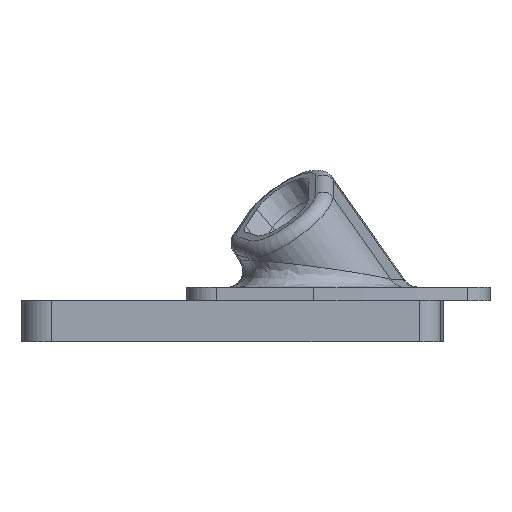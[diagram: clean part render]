
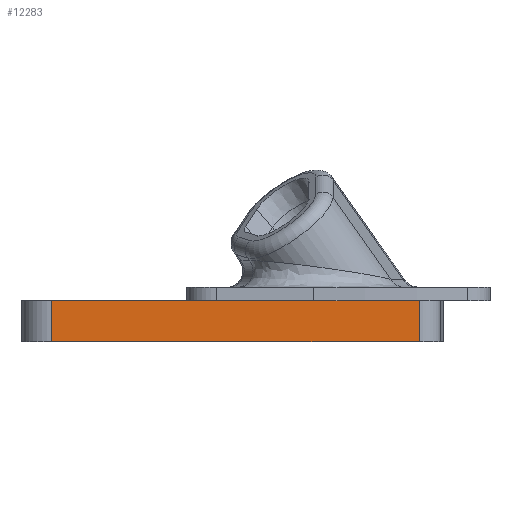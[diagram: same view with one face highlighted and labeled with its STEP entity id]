
A CAD part, left-side view. The second image highlights one B-rep face of the part: STEP entity #12283.
In plain terms, the highlighted planar face has unit normal (-1, 0, 0).
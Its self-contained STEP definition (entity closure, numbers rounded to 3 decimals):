
#5744 = PLANE('',#5745);
#5745 = AXIS2_PLACEMENT_3D('',#5746,#5747,#5748);
#5746 = CARTESIAN_POINT('',(0.,0.,-1.6));
#5747 = DIRECTION('',(0.,0.,1.));
#5748 = DIRECTION('',(1.,0.,0.));
#6207 = VERTEX_POINT('',#6208);
#6208 = CARTESIAN_POINT('',(-72.8,18.4,-1.6));
#6222 = PLANE('',#6223);
#6223 = AXIS2_PLACEMENT_3D('',#6224,#6225,#6226);
#6224 = CARTESIAN_POINT('',(0.,12.8,-1.6));
#6225 = DIRECTION('',(0.,0.,-1.));
#6226 = DIRECTION('',(-1.,0.,0.));
#9943 = EDGE_CURVE('',#6207,#9944,#9946,.T.);
#9944 = VERTEX_POINT('',#9945);
#9945 = CARTESIAN_POINT('',(-72.8,-9.8,-1.6));
#9946 = SURFACE_CURVE('',#9947,(#9951,#9958),.PCURVE_S1.);
#9947 = LINE('',#9948,#9949);
#9948 = CARTESIAN_POINT('',(-72.8,-4.9,-1.6));
#9949 = VECTOR('',#9950,1.);
#9950 = DIRECTION('',(0.,-1.,0.));
#9951 = PCURVE('',#5744,#9952);
#9952 = DEFINITIONAL_REPRESENTATION('',(#9953),#9957);
#9953 = LINE('',#9954,#9955);
#9954 = CARTESIAN_POINT('',(-72.8,-4.9));
#9955 = VECTOR('',#9956,1.);
#9956 = DIRECTION('',(0.,-1.));
#9957 = ( GEOMETRIC_REPRESENTATION_CONTEXT(2) 
PARAMETRIC_REPRESENTATION_CONTEXT() REPRESENTATION_CONTEXT('2D SPACE',''
  ) );
#9958 = PCURVE('',#9959,#9964);
#9959 = PLANE('',#9960);
#9960 = AXIS2_PLACEMENT_3D('',#9961,#9962,#9963);
#9961 = CARTESIAN_POINT('',(-72.8,-9.8,-1.6));
#9962 = DIRECTION('',(-1.,0.,0.));
#9963 = DIRECTION('',(0.,1.,0.));
#9964 = DEFINITIONAL_REPRESENTATION('',(#9965),#9969);
#9965 = LINE('',#9966,#9967);
#9966 = CARTESIAN_POINT('',(4.9,0.));
#9967 = VECTOR('',#9968,1.);
#9968 = DIRECTION('',(-1.,0.));
#9969 = ( GEOMETRIC_REPRESENTATION_CONTEXT(2) 
PARAMETRIC_REPRESENTATION_CONTEXT() REPRESENTATION_CONTEXT('2D SPACE',''
  ) );
#9988 = CYLINDRICAL_SURFACE('',#9989,2.6);
#9989 = AXIS2_PLACEMENT_3D('',#9990,#9991,#9992);
#9990 = CARTESIAN_POINT('',(-70.2,-9.8,-1.6));
#9991 = DIRECTION('',(0.,0.,-1.));
#9992 = DIRECTION('',(0.,-1.,0.));
#10294 = VERTEX_POINT('',#10295);
#10295 = CARTESIAN_POINT('',(-72.8,34.8,-1.6));
#10310 = CYLINDRICAL_SURFACE('',#10311,3.6);
#10311 = AXIS2_PLACEMENT_3D('',#10312,#10313,#10314);
#10312 = CARTESIAN_POINT('',(-69.2,34.8,-1.6));
#10313 = DIRECTION('',(0.,0.,-1.));
#10314 = DIRECTION('',(-1.,0.,0.));
#10322 = EDGE_CURVE('',#6207,#10294,#10323,.T.);
#10323 = SURFACE_CURVE('',#10324,(#10328,#10335),.PCURVE_S1.);
#10324 = LINE('',#10325,#10326);
#10325 = CARTESIAN_POINT('',(-72.8,-9.8,-1.6));
#10326 = VECTOR('',#10327,1.);
#10327 = DIRECTION('',(0.,1.,0.));
#10328 = PCURVE('',#6222,#10329);
#10329 = DEFINITIONAL_REPRESENTATION('',(#10330),#10334);
#10330 = LINE('',#10331,#10332);
#10331 = CARTESIAN_POINT('',(72.8,-22.6));
#10332 = VECTOR('',#10333,1.);
#10333 = DIRECTION('',(0.,1.));
#10334 = ( GEOMETRIC_REPRESENTATION_CONTEXT(2) 
PARAMETRIC_REPRESENTATION_CONTEXT() REPRESENTATION_CONTEXT('2D SPACE',''
  ) );
#10335 = PCURVE('',#9959,#10336);
#10336 = DEFINITIONAL_REPRESENTATION('',(#10337),#10341);
#10337 = LINE('',#10338,#10339);
#10338 = CARTESIAN_POINT('',(0.,0.));
#10339 = VECTOR('',#10340,1.);
#10340 = DIRECTION('',(1.,0.));
#10341 = ( GEOMETRIC_REPRESENTATION_CONTEXT(2) 
PARAMETRIC_REPRESENTATION_CONTEXT() REPRESENTATION_CONTEXT('2D SPACE',''
  ) );
#12283 = ADVANCED_FACE('',(#12284),#9959,.T.);
#12284 = FACE_BOUND('',#12285,.T.);
#12285 = EDGE_LOOP('',(#12286,#12287,#12288,#12311,#12339));
#12286 = ORIENTED_EDGE('',*,*,#9943,.F.);
#12287 = ORIENTED_EDGE('',*,*,#10322,.T.);
#12288 = ORIENTED_EDGE('',*,*,#12289,.T.);
#12289 = EDGE_CURVE('',#10294,#12290,#12292,.T.);
#12290 = VERTEX_POINT('',#12291);
#12291 = CARTESIAN_POINT('',(-72.8,34.8,-6.6));
#12292 = SURFACE_CURVE('',#12293,(#12297,#12304),.PCURVE_S1.);
#12293 = LINE('',#12294,#12295);
#12294 = CARTESIAN_POINT('',(-72.8,34.8,-1.6));
#12295 = VECTOR('',#12296,1.);
#12296 = DIRECTION('',(0.,0.,-1.));
#12297 = PCURVE('',#9959,#12298);
#12298 = DEFINITIONAL_REPRESENTATION('',(#12299),#12303);
#12299 = LINE('',#12300,#12301);
#12300 = CARTESIAN_POINT('',(44.6,0.));
#12301 = VECTOR('',#12302,1.);
#12302 = DIRECTION('',(0.,1.));
#12303 = ( GEOMETRIC_REPRESENTATION_CONTEXT(2) 
PARAMETRIC_REPRESENTATION_CONTEXT() REPRESENTATION_CONTEXT('2D SPACE',''
  ) );
#12304 = PCURVE('',#10310,#12305);
#12305 = DEFINITIONAL_REPRESENTATION('',(#12306),#12310);
#12306 = LINE('',#12307,#12308);
#12307 = CARTESIAN_POINT('',(0.,0.));
#12308 = VECTOR('',#12309,1.);
#12309 = DIRECTION('',(0.,1.));
#12310 = ( GEOMETRIC_REPRESENTATION_CONTEXT(2) 
PARAMETRIC_REPRESENTATION_CONTEXT() REPRESENTATION_CONTEXT('2D SPACE',''
  ) );
#12311 = ORIENTED_EDGE('',*,*,#12312,.F.);
#12312 = EDGE_CURVE('',#12313,#12290,#12315,.T.);
#12313 = VERTEX_POINT('',#12314);
#12314 = CARTESIAN_POINT('',(-72.8,-9.8,-6.6));
#12315 = SURFACE_CURVE('',#12316,(#12320,#12327),.PCURVE_S1.);
#12316 = LINE('',#12317,#12318);
#12317 = CARTESIAN_POINT('',(-72.8,-9.8,-6.6));
#12318 = VECTOR('',#12319,1.);
#12319 = DIRECTION('',(0.,1.,0.));
#12320 = PCURVE('',#9959,#12321);
#12321 = DEFINITIONAL_REPRESENTATION('',(#12322),#12326);
#12322 = LINE('',#12323,#12324);
#12323 = CARTESIAN_POINT('',(0.,5.));
#12324 = VECTOR('',#12325,1.);
#12325 = DIRECTION('',(1.,0.));
#12326 = ( GEOMETRIC_REPRESENTATION_CONTEXT(2) 
PARAMETRIC_REPRESENTATION_CONTEXT() REPRESENTATION_CONTEXT('2D SPACE',''
  ) );
#12327 = PCURVE('',#12328,#12333);
#12328 = PLANE('',#12329);
#12329 = AXIS2_PLACEMENT_3D('',#12330,#12331,#12332);
#12330 = CARTESIAN_POINT('',(0.,12.8,-6.6));
#12331 = DIRECTION('',(0.,0.,-1.));
#12332 = DIRECTION('',(-1.,0.,0.));
#12333 = DEFINITIONAL_REPRESENTATION('',(#12334),#12338);
#12334 = LINE('',#12335,#12336);
#12335 = CARTESIAN_POINT('',(72.8,-22.6));
#12336 = VECTOR('',#12337,1.);
#12337 = DIRECTION('',(0.,1.));
#12338 = ( GEOMETRIC_REPRESENTATION_CONTEXT(2) 
PARAMETRIC_REPRESENTATION_CONTEXT() REPRESENTATION_CONTEXT('2D SPACE',''
  ) );
#12339 = ORIENTED_EDGE('',*,*,#12340,.F.);
#12340 = EDGE_CURVE('',#9944,#12313,#12341,.T.);
#12341 = SURFACE_CURVE('',#12342,(#12346,#12353),.PCURVE_S1.);
#12342 = LINE('',#12343,#12344);
#12343 = CARTESIAN_POINT('',(-72.8,-9.8,-1.6));
#12344 = VECTOR('',#12345,1.);
#12345 = DIRECTION('',(0.,0.,-1.));
#12346 = PCURVE('',#9959,#12347);
#12347 = DEFINITIONAL_REPRESENTATION('',(#12348),#12352);
#12348 = LINE('',#12349,#12350);
#12349 = CARTESIAN_POINT('',(0.,0.));
#12350 = VECTOR('',#12351,1.);
#12351 = DIRECTION('',(0.,1.));
#12352 = ( GEOMETRIC_REPRESENTATION_CONTEXT(2) 
PARAMETRIC_REPRESENTATION_CONTEXT() REPRESENTATION_CONTEXT('2D SPACE',''
  ) );
#12353 = PCURVE('',#9988,#12354);
#12354 = DEFINITIONAL_REPRESENTATION('',(#12355),#12359);
#12355 = LINE('',#12356,#12357);
#12356 = CARTESIAN_POINT('',(1.571,0.));
#12357 = VECTOR('',#12358,1.);
#12358 = DIRECTION('',(0.,1.));
#12359 = ( GEOMETRIC_REPRESENTATION_CONTEXT(2) 
PARAMETRIC_REPRESENTATION_CONTEXT() REPRESENTATION_CONTEXT('2D SPACE',''
  ) );
